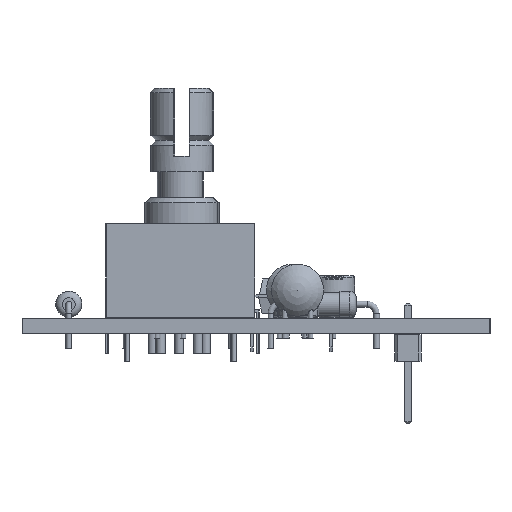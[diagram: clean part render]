
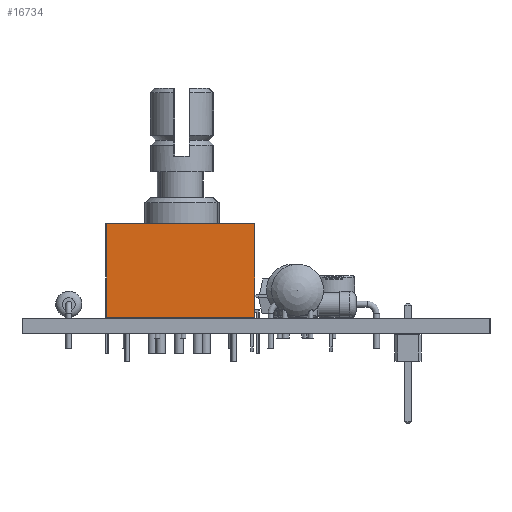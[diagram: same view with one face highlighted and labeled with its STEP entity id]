
A CAD part, left-side view. The second image highlights one B-rep face of the part: STEP entity #16734.
In plain terms, the highlighted planar face has unit normal (-1, 0, 0).
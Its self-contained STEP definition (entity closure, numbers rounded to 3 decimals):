
#14680 = VERTEX_POINT('',#14681);
#14681 = CARTESIAN_POINT('',(0.,0.,0.));
#14689 = EDGE_CURVE('',#14680,#14690,#14692,.T.);
#14690 = VERTEX_POINT('',#14691);
#14691 = CARTESIAN_POINT('',(0.,0.,9.));
#14692 = LINE('',#14693,#14694);
#14693 = CARTESIAN_POINT('',(0.,0.,0.));
#14694 = VECTOR('',#14695,1.);
#14695 = DIRECTION('',(0.,0.,1.));
#14807 = VERTEX_POINT('',#14808);
#14808 = CARTESIAN_POINT('',(0.,14.2,9.));
#14814 = EDGE_CURVE('',#14815,#14807,#14817,.T.);
#14815 = VERTEX_POINT('',#14816);
#14816 = CARTESIAN_POINT('',(0.,14.2,0.));
#14817 = LINE('',#14818,#14819);
#14818 = CARTESIAN_POINT('',(0.,14.2,0.));
#14819 = VECTOR('',#14820,1.);
#14820 = DIRECTION('',(0.,0.,1.));
#15410 = EDGE_CURVE('',#14815,#14680,#15411,.T.);
#15411 = LINE('',#15412,#15413);
#15412 = CARTESIAN_POINT('',(0.,14.2,0.));
#15413 = VECTOR('',#15414,1.);
#15414 = DIRECTION('',(0.,-1.,0.));
#15464 = EDGE_CURVE('',#14807,#14690,#15465,.T.);
#15465 = LINE('',#15466,#15467);
#15466 = CARTESIAN_POINT('',(0.,14.2,9.));
#15467 = VECTOR('',#15468,1.);
#15468 = DIRECTION('',(0.,-1.,0.));
#16734 = ADVANCED_FACE('',(#16735),#16741,.F.);
#16735 = FACE_BOUND('',#16736,.F.);
#16736 = EDGE_LOOP('',(#16737,#16738,#16739,#16740));
#16737 = ORIENTED_EDGE('',*,*,#14814,.T.);
#16738 = ORIENTED_EDGE('',*,*,#15464,.T.);
#16739 = ORIENTED_EDGE('',*,*,#14689,.F.);
#16740 = ORIENTED_EDGE('',*,*,#15410,.F.);
#16741 = PLANE('',#16742);
#16742 = AXIS2_PLACEMENT_3D('',#16743,#16744,#16745);
#16743 = CARTESIAN_POINT('',(0.,14.2,0.));
#16744 = DIRECTION('',(1.,0.,0.));
#16745 = DIRECTION('',(0.,-1.,0.));
